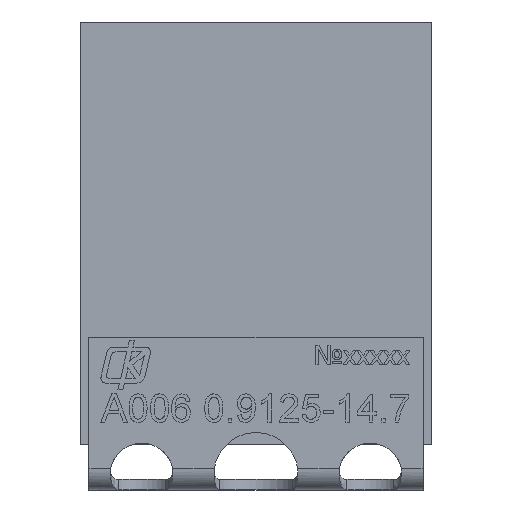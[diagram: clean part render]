
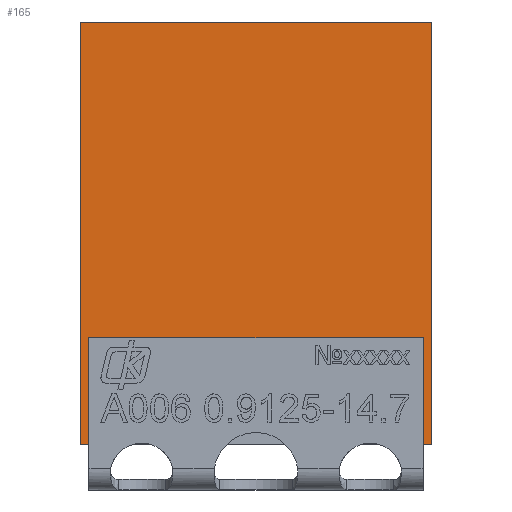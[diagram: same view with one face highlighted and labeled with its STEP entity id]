
A CAD part, top view. The second image highlights one B-rep face of the part: STEP entity #165.
In plain terms, the highlighted planar face has unit normal (0, 0, 1).
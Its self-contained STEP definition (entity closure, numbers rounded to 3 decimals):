
#165=ADVANCED_FACE('',(#3784),#3786,.F.);
#3784=FACE_BOUND('',#3785,.T.);
#3785=EDGE_LOOP('',(#9545,#9546,#9547,#9548,#9549,#9550,#9551,#9552));
#3786=PLANE('',#3787);
#3787=AXIS2_PLACEMENT_3D('',#3788,#3789,#3790);
#3788=CARTESIAN_POINT('',(-5.,6.,1.8));
#3789=DIRECTION('',(0.,0.,-1.));
#3790=DIRECTION('',(-1.,0.,0.));
#9545=ORIENTED_EDGE('',*,*,#11677,.T.);
#9546=ORIENTED_EDGE('',*,*,#11678,.T.);
#9547=ORIENTED_EDGE('',*,*,#11679,.F.);
#9548=ORIENTED_EDGE('',*,*,#11635,.F.);
#9549=ORIENTED_EDGE('',*,*,#11680,.F.);
#9550=ORIENTED_EDGE('',*,*,#11681,.T.);
#9551=ORIENTED_EDGE('',*,*,#11682,.F.);
#9552=ORIENTED_EDGE('',*,*,#11683,.T.);
#11635=EDGE_CURVE('',#12716,#12708,#12718,.T.);
#11677=EDGE_CURVE('',#12799,#12800,#12801,.T.);
#11678=EDGE_CURVE('',#12800,#12802,#12803,.T.);
#11679=EDGE_CURVE('',#12708,#12802,#12804,.T.);
#11680=EDGE_CURVE('',#12805,#12716,#12806,.T.);
#11681=EDGE_CURVE('',#12805,#12807,#12808,.T.);
#11682=EDGE_CURVE('',#12809,#12807,#12810,.T.);
#11683=EDGE_CURVE('',#12809,#12799,#12811,.T.);
#12708=VERTEX_POINT('',#14496);
#12716=VERTEX_POINT('',#14512);
#12718=LINE('',#14516,#14517);
#12799=VERTEX_POINT('',#14681);
#12800=VERTEX_POINT('',#14682);
#12801=LINE('',#14683,#14684);
#12802=VERTEX_POINT('',#14686);
#12803=LINE('',#14687,#14688);
#12804=LINE('',#14690,#14691);
#12805=VERTEX_POINT('',#14693);
#12806=LINE('',#14694,#14695);
#12807=VERTEX_POINT('',#14697);
#12808=LINE('',#14698,#14699);
#12809=VERTEX_POINT('',#14701);
#12810=LINE('',#14702,#14703);
#12811=LINE('',#14705,#14706);
#14496=CARTESIAN_POINT('',(5.,-5.999,1.8));
#14512=CARTESIAN_POINT('',(5.,6.,1.8));
#14516=CARTESIAN_POINT('',(5.,6.,1.8));
#14517=VECTOR('',#14518,1.);
#14518=DIRECTION('',(0.,-1.,0.));
#14681=CARTESIAN_POINT('',(-4.75,-2.975,1.8));
#14682=CARTESIAN_POINT('',(4.75,-2.975,1.8));
#14683=CARTESIAN_POINT('',(-4.75,-2.975,1.8));
#14684=VECTOR('',#14685,1.);
#14685=DIRECTION('',(1.,0.,0.));
#14686=CARTESIAN_POINT('',(4.75,-5.999,1.8));
#14687=CARTESIAN_POINT('',(4.75,-2.975,1.8));
#14688=VECTOR('',#14689,1.);
#14689=DIRECTION('',(0.,-1.,0.));
#14690=CARTESIAN_POINT('',(5.,-5.999,1.8));
#14691=VECTOR('',#14692,1.);
#14692=DIRECTION('',(-1.,0.,0.));
#14693=CARTESIAN_POINT('',(-5.,6.,1.8));
#14694=CARTESIAN_POINT('',(-5.,6.,1.8));
#14695=VECTOR('',#14696,1.);
#14696=DIRECTION('',(1.,0.,0.));
#14697=CARTESIAN_POINT('',(-5.,-5.999,1.8));
#14698=CARTESIAN_POINT('',(-5.,6.,1.8));
#14699=VECTOR('',#14700,1.);
#14700=DIRECTION('',(0.,-1.,0.));
#14701=CARTESIAN_POINT('',(-4.75,-5.999,1.8));
#14702=CARTESIAN_POINT('',(-4.75,-5.999,1.8));
#14703=VECTOR('',#14704,1.);
#14704=DIRECTION('',(-1.,0.,0.));
#14705=CARTESIAN_POINT('',(-4.75,-5.999,1.8));
#14706=VECTOR('',#14707,1.);
#14707=DIRECTION('',(0.,1.,0.));
